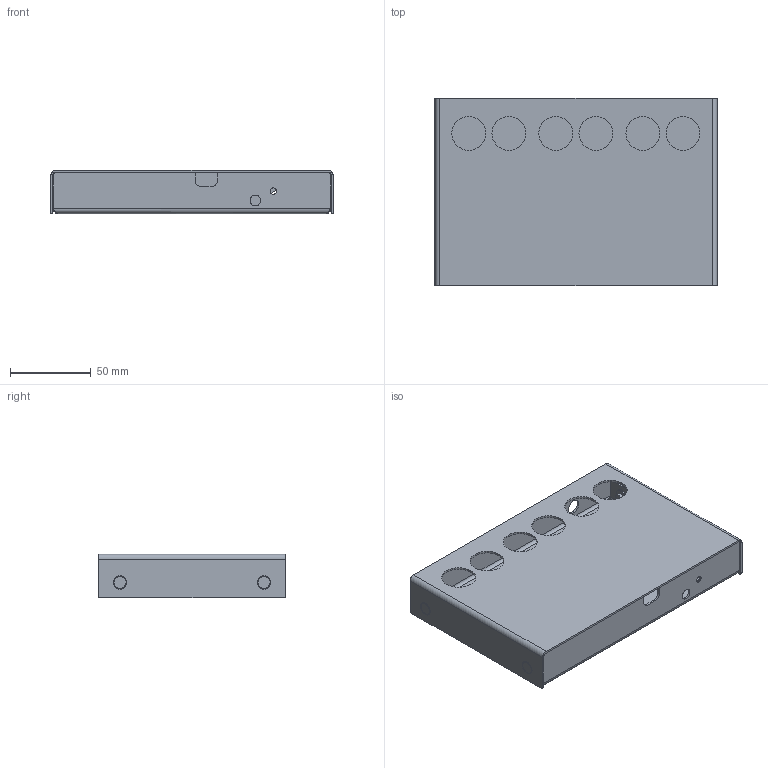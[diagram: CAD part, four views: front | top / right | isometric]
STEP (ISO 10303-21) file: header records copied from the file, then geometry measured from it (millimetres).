
FILE_DESCRIPTION(('FreeCAD Model'),'2;1');
FILE_NAME('Open CASCADE Shape Model','2024-04-18T21:36:02',(''),(''), 'Open CASCADE STEP processor 7.6','FreeCAD','Unknown');
FILE_SCHEMA(('AUTOMOTIVE_DESIGN { 1 0 10303 214 1 1 1 1 }'));
Length unit declared in the file: millimetre
Products named in the file (11): nixieAccurateClock_B_enclosure_protocase_U_4_5_1_6_75; Base-Rear-Front-Bottom; Cover-Top; m4_6mm_stainless_phillips_flathead_screw003; m4_6mm_stainless_phillips_flathead_screw002; m4_6mm_stainless_phillips_flathead_screw001; m4_6mm_stainless_phillips_flathead_screw; S-M4-1ZI003; S-M4-1ZI002; S-M4-1ZI001; S-M4-1ZI
Assembly tree (10 placements, depth 2):
  nixieAccurateClock_B_enclosure_protocase_U_4_5_1_6_75
    Base-Rear-Front-Bottom
    Cover-Top
    m4_6mm_stainless_phillips_flathead_screw003
    m4_6mm_stainless_phillips_flathead_screw002
    m4_6mm_stainless_phillips_flathead_screw001
    m4_6mm_stainless_phillips_flathead_screw
    S-M4-1ZI003
    S-M4-1ZI002
    S-M4-1ZI001
    S-M4-1ZI
Bounding box: 174.4 x 115.82 x 26.87 mm (x, y, z)
Volume: 66243.2 mm3; surface area: 111443.5 mm2
Topology: 10 solids, 10 shells, 147 faces, 317 edges, 194 vertices
Faces by surface type: plane 60, cylinder 43, extrusion 20, bspline 16, cone 8
Full cylindrical faces by diameter (mm): 2.9 x4, 3.92 x1, 5.41 x4, 6.604 x1, 9.068 x1, 20.955 x6
Entity records: 6625 total; most frequent: CARTESIAN_POINT 3123, ORIENTED_EDGE 634, DIRECTION 545, EDGE_CURVE 317, FACE_BOUND 201, EDGE_LOOP 201, AXIS2_PLACEMENT_3D 196, VERTEX_POINT 194
